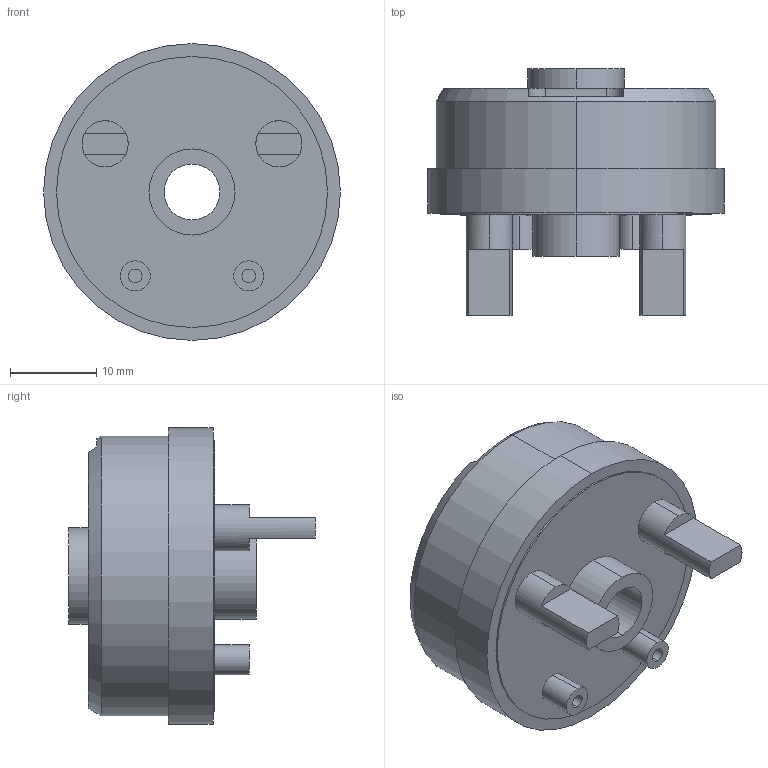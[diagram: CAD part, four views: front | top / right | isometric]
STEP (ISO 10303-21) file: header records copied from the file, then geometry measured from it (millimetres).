
FILE_DESCRIPTION (( 'STEP AP203' ), '1' );
FILE_NAME ('Alternative - Motor.STEP', '2022-09-04T11:44:54', ( '' ), ( '' ), 'SwSTEP 2.0', 'SolidWorks 2018', '' );
FILE_SCHEMA (( 'CONFIG_CONTROL_DESIGN' ));
Length unit declared in the file: millimetre
Products named in the file (1): Alternative - Motor
Bounding box: 34.5 x 28.7 x 34.5 mm (x, y, z)
Volume: 12809.6 mm3; surface area: 4680.6 mm2
Topology: 1 solids, 1 shells, 67 faces, 148 edges, 98 vertices
Faces by surface type: cylinder 36, plane 29, cone 2
Entity records: 1973 total; most frequent: DIRECTION 366, CARTESIAN_POINT 320, ORIENTED_EDGE 296, AXIS2_PLACEMENT_3D 152, EDGE_CURVE 148, VERTEX_POINT 98, CIRCLE 84, EDGE_LOOP 84
